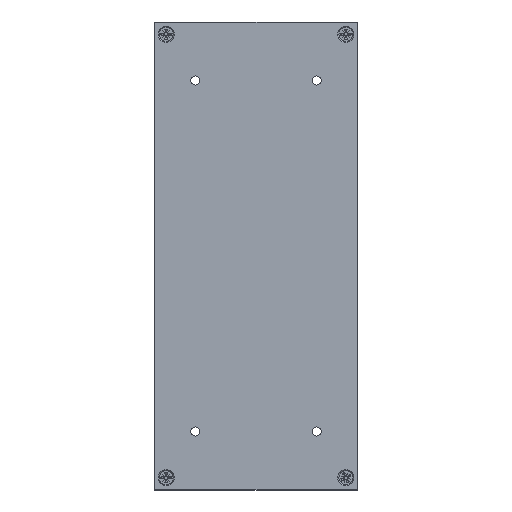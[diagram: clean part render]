
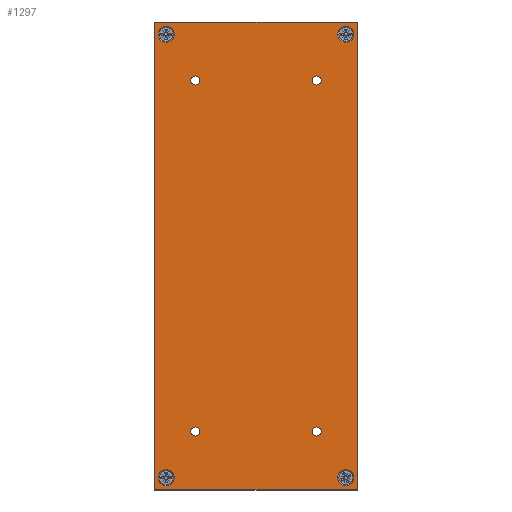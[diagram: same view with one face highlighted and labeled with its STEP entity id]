
A CAD part, front view. The second image highlights one B-rep face of the part: STEP entity #1297.
In plain terms, the highlighted planar face has unit normal (0, -1, 0).
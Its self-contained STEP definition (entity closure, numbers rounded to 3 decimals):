
#123=CARTESIAN_POINT('',(1.803,-7.964,25.4));
#124=VERTEX_POINT('',#123);
#125=CARTESIAN_POINT('',(-0.178,-7.964,25.4));
#126=DIRECTION('',(0.,1.0,0.0));
#127=DIRECTION('',(1.0,0.,0.0));
#128=AXIS2_PLACEMENT_3D('',#125,#126,#127);
#129=CIRCLE('',#128,1.981);
#130=EDGE_CURVE('',#124,#124,#129,.T.);
#151=CARTESIAN_POINT('',(-50.797,-7.964,25.4));
#152=VERTEX_POINT('',#151);
#153=CARTESIAN_POINT('',(-52.778,-7.964,25.4));
#154=DIRECTION('',(0.,1.0,0.0));
#155=DIRECTION('',(1.0,0.,0.0));
#156=AXIS2_PLACEMENT_3D('',#153,#154,#155);
#157=CIRCLE('',#156,1.981);
#158=EDGE_CURVE('',#152,#152,#157,.T.);
#179=CARTESIAN_POINT('',(1.803,-7.964,177.8));
#180=VERTEX_POINT('',#179);
#181=CARTESIAN_POINT('',(-0.178,-7.964,177.8));
#182=DIRECTION('',(0.,1.0,0.0));
#183=DIRECTION('',(1.0,0.,0.0));
#184=AXIS2_PLACEMENT_3D('',#181,#182,#183);
#185=CIRCLE('',#184,1.981);
#186=EDGE_CURVE('',#180,#180,#185,.T.);
#207=CARTESIAN_POINT('',(-50.797,-7.964,177.8));
#208=VERTEX_POINT('',#207);
#209=CARTESIAN_POINT('',(-52.778,-7.964,177.8));
#210=DIRECTION('',(0.,1.0,0.0));
#211=DIRECTION('',(1.0,0.,0.0));
#212=AXIS2_PLACEMENT_3D('',#209,#210,#211);
#213=CIRCLE('',#212,1.981);
#214=EDGE_CURVE('',#208,#208,#213,.T.);
#280=CARTESIAN_POINT('',(16.049,-7.964,5.334));
#281=VERTEX_POINT('',#280);
#282=CARTESIAN_POINT('',(12.549,-7.964,5.334));
#283=DIRECTION('',(0.,1.0,0.0));
#284=DIRECTION('',(1.0,0.,0.0));
#285=AXIS2_PLACEMENT_3D('',#282,#283,#284);
#286=CIRCLE('',#285,3.5);
#287=EDGE_CURVE('',#281,#281,#286,.T.);
#328=CARTESIAN_POINT('',(-62.005,-7.964,5.334));
#329=VERTEX_POINT('',#328);
#330=CARTESIAN_POINT('',(-65.505,-7.964,5.334));
#331=DIRECTION('',(0.,1.0,0.0));
#332=DIRECTION('',(1.0,0.,0.0));
#333=AXIS2_PLACEMENT_3D('',#330,#331,#332);
#334=CIRCLE('',#333,3.5);
#335=EDGE_CURVE('',#329,#329,#334,.T.);
#376=CARTESIAN_POINT('',(-62.005,-7.964,197.866));
#377=VERTEX_POINT('',#376);
#378=CARTESIAN_POINT('',(-65.505,-7.964,197.866));
#379=DIRECTION('',(0.,1.0,0.0));
#380=DIRECTION('',(1.0,0.,0.0));
#381=AXIS2_PLACEMENT_3D('',#378,#379,#380);
#382=CIRCLE('',#381,3.5);
#383=EDGE_CURVE('',#377,#377,#382,.T.);
#424=CARTESIAN_POINT('',(16.049,-7.964,197.866));
#425=VERTEX_POINT('',#424);
#426=CARTESIAN_POINT('',(12.549,-7.964,197.866));
#427=DIRECTION('',(0.,1.0,0.0));
#428=DIRECTION('',(1.0,0.,0.0));
#429=AXIS2_PLACEMENT_3D('',#426,#427,#428);
#430=CIRCLE('',#429,3.5);
#431=EDGE_CURVE('',#425,#425,#430,.T.);
#1050=CARTESIAN_POINT('',(17.587,-7.964,203.2));
#1051=VERTEX_POINT('',#1050);
#1058=CARTESIAN_POINT('',(17.587,-7.964,0.0));
#1059=VERTEX_POINT('',#1058);
#1060=CARTESIAN_POINT('',(17.587,-7.964,0.0));
#1061=DIRECTION('',(0.0,0.0,1.0));
#1062=VECTOR('',#1061,203.2);
#1063=LINE('',#1060,#1062);
#1064=EDGE_CURVE('',#1059,#1051,#1063,.T.);
#1215=CARTESIAN_POINT('',(-70.543,-7.964,203.2));
#1216=VERTEX_POINT('',#1215);
#1223=CARTESIAN_POINT('',(17.587,-7.964,203.2));
#1224=DIRECTION('',(-1.0,0.,0.0));
#1225=VECTOR('',#1224,88.13);
#1226=LINE('',#1223,#1225);
#1227=EDGE_CURVE('',#1051,#1216,#1226,.T.);
#1240=CARTESIAN_POINT('',(-70.543,-7.964,0.0));
#1241=VERTEX_POINT('',#1240);
#1242=CARTESIAN_POINT('',(-70.543,-7.964,0.0));
#1243=DIRECTION('',(1.0,0.,0.0));
#1244=VECTOR('',#1243,88.13);
#1245=LINE('',#1242,#1244);
#1246=EDGE_CURVE('',#1241,#1059,#1245,.T.);
#1257=CARTESIAN_POINT('',(17.587,-7.964,0.0));
#1258=DIRECTION('',(0.,-1.0,0.0));
#1259=DIRECTION('',(0.0,0.0,-1.0));
#1260=AXIS2_PLACEMENT_3D('',#1257,#1258,#1259);
#1261=PLANE('',#1260);
#1262=CARTESIAN_POINT('',(-70.543,-7.964,0.0));
#1263=DIRECTION('',(0.0,0.0,1.0));
#1264=VECTOR('',#1263,203.2);
#1265=LINE('',#1262,#1264);
#1266=EDGE_CURVE('',#1241,#1216,#1265,.T.);
#1267=ORIENTED_EDGE('',*,*,#1266,.F.);
#1268=ORIENTED_EDGE('',*,*,#1246,.T.);
#1269=ORIENTED_EDGE('',*,*,#1064,.T.);
#1270=ORIENTED_EDGE('',*,*,#1227,.T.);
#1271=EDGE_LOOP('',(#1267,#1268,#1269,#1270));
#1272=FACE_OUTER_BOUND('',#1271,.T.);
#1273=ORIENTED_EDGE('',*,*,#130,.T.);
#1274=EDGE_LOOP('',(#1273));
#1275=FACE_BOUND('',#1274,.T.);
#1276=ORIENTED_EDGE('',*,*,#158,.T.);
#1277=EDGE_LOOP('',(#1276));
#1278=FACE_BOUND('',#1277,.T.);
#1279=ORIENTED_EDGE('',*,*,#186,.T.);
#1280=EDGE_LOOP('',(#1279));
#1281=FACE_BOUND('',#1280,.T.);
#1282=ORIENTED_EDGE('',*,*,#214,.T.);
#1283=EDGE_LOOP('',(#1282));
#1284=FACE_BOUND('',#1283,.T.);
#1285=ORIENTED_EDGE('',*,*,#287,.T.);
#1286=EDGE_LOOP('',(#1285));
#1287=FACE_BOUND('',#1286,.T.);
#1288=ORIENTED_EDGE('',*,*,#335,.T.);
#1289=EDGE_LOOP('',(#1288));
#1290=FACE_BOUND('',#1289,.T.);
#1291=ORIENTED_EDGE('',*,*,#383,.T.);
#1292=EDGE_LOOP('',(#1291));
#1293=FACE_BOUND('',#1292,.T.);
#1294=ORIENTED_EDGE('',*,*,#431,.T.);
#1295=EDGE_LOOP('',(#1294));
#1296=FACE_BOUND('',#1295,.T.);
#1297=ADVANCED_FACE('',(#1272,#1275,#1278,#1281,#1284,#1287,#1290,#1293,#1296),#1261,.T.);
